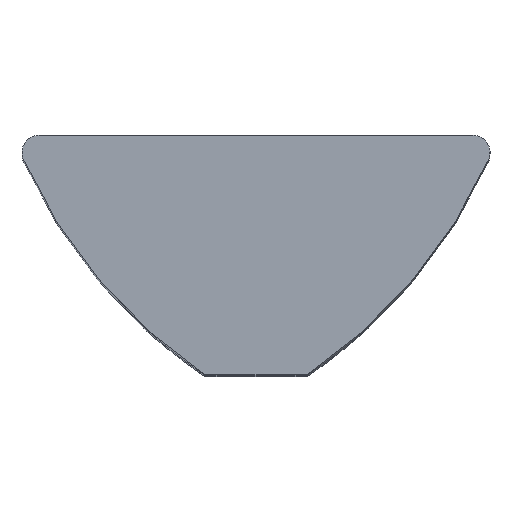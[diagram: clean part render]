
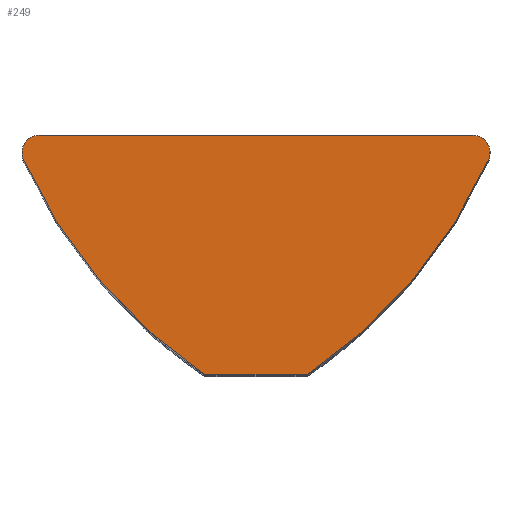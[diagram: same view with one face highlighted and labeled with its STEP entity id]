
A CAD part, top view. The second image highlights one B-rep face of the part: STEP entity #249.
In plain terms, the highlighted planar face has unit normal (0, 0, 1).
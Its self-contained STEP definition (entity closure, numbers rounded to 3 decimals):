
#21=PLANE('',#297);
#33=FACE_OUTER_BOUND('',#47,.T.);
#47=EDGE_LOOP('',(#221,#222,#223,#224,#225,#226));
#65=LINE('',#485,#81);
#68=LINE('',#494,#84);
#81=VECTOR('',#351,1000.);
#84=VECTOR('',#362,1000.);
#93=CIRCLE('',#282,0.5);
#96=CIRCLE('',#288,0.5);
#97=CIRCLE('',#291,15.);
#100=CIRCLE('',#296,15.);
#113=VERTEX_POINT('',#457);
#114=VERTEX_POINT('',#458);
#121=VERTEX_POINT('',#478);
#122=VERTEX_POINT('',#480);
#123=VERTEX_POINT('',#487);
#124=VERTEX_POINT('',#492);
#139=EDGE_CURVE('',#113,#114,#93,.T.);
#150=EDGE_CURVE('',#122,#121,#96,.T.);
#153=EDGE_CURVE('',#121,#113,#65,.T.);
#155=EDGE_CURVE('',#114,#123,#97,.T.);
#158=EDGE_CURVE('',#123,#124,#68,.T.);
#160=EDGE_CURVE('',#124,#122,#100,.T.);
#221=ORIENTED_EDGE('',*,*,#150,.T.);
#222=ORIENTED_EDGE('',*,*,#153,.T.);
#223=ORIENTED_EDGE('',*,*,#139,.T.);
#224=ORIENTED_EDGE('',*,*,#155,.T.);
#225=ORIENTED_EDGE('',*,*,#158,.T.);
#226=ORIENTED_EDGE('',*,*,#160,.T.);
#249=ADVANCED_FACE('',(#33),#21,.F.);
#282=AXIS2_PLACEMENT_3D('',#459,#325,#326);
#288=AXIS2_PLACEMENT_3D('',#481,#345,#346);
#291=AXIS2_PLACEMENT_3D('',#489,#355,#356);
#296=AXIS2_PLACEMENT_3D('',#497,#367,#368);
#297=AXIS2_PLACEMENT_3D('',#498,#369,#370);
#325=DIRECTION('center_axis',(0.,0.,1.));
#326=DIRECTION('ref_axis',(1.,0.,0.));
#345=DIRECTION('center_axis',(0.,0.,1.));
#346=DIRECTION('ref_axis',(-1.,0.,0.));
#351=DIRECTION('',(-1.,0.,0.));
#355=DIRECTION('center_axis',(0.,0.,1.));
#356=DIRECTION('ref_axis',(1.,0.,0.));
#362=DIRECTION('',(1.,0.,0.));
#367=DIRECTION('center_axis',(0.,0.,1.));
#368=DIRECTION('ref_axis',(-1.,0.,0.));
#369=DIRECTION('center_axis',(0.,0.,-1.));
#370=DIRECTION('ref_axis',(-1.,0.,0.));
#457=CARTESIAN_POINT('',(-6.35,0.,36.));
#458=CARTESIAN_POINT('',(-6.806,-0.705,36.));
#459=CARTESIAN_POINT('Origin',(-6.35,-0.5,36.));
#478=CARTESIAN_POINT('',(6.35,0.,36.));
#480=CARTESIAN_POINT('',(6.806,-0.705,36.));
#481=CARTESIAN_POINT('Origin',(6.35,-0.5,36.));
#485=CARTESIAN_POINT('',(6.35,0.,36.));
#487=CARTESIAN_POINT('',(-1.5,-7.,36.));
#489=CARTESIAN_POINT('Origin',(6.876,5.444,36.));
#492=CARTESIAN_POINT('',(1.5,-7.,36.));
#494=CARTESIAN_POINT('',(1.5,-7.,36.));
#497=CARTESIAN_POINT('Origin',(-6.876,5.444,36.));
#498=CARTESIAN_POINT('Origin',(6.35,-0.5,36.));
